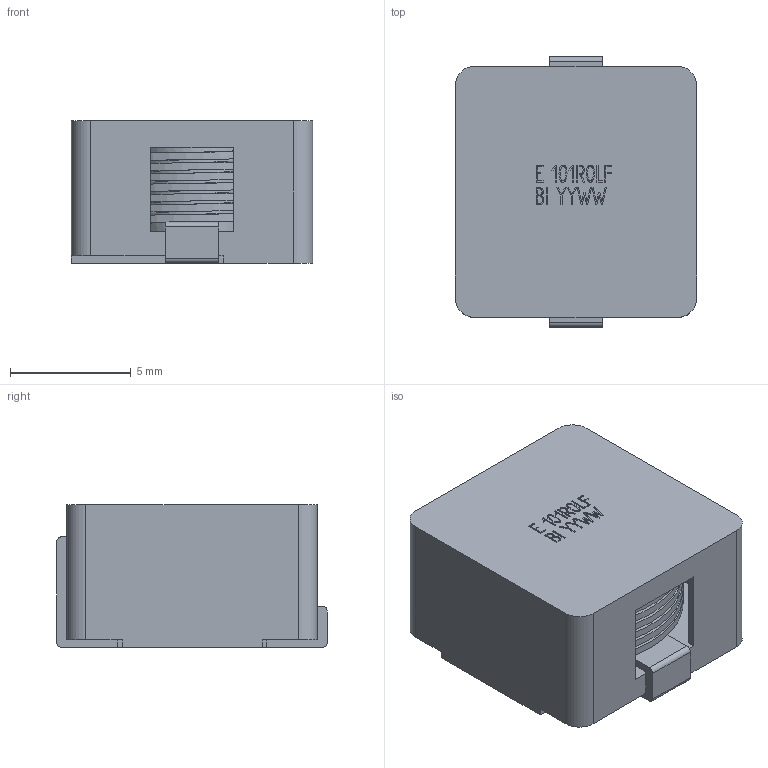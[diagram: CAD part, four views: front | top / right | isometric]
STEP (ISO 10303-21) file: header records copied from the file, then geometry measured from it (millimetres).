
FILE_DESCRIPTION(/* description */ ('Unknown'),/* implementation_level */ '2;1');
FILE_NAME(/* name */ 'HA73E',/* time_stamp */ '2021-10-27T15:35:15+08:00',/* author */ ('Unknown'),/* organization */ ('Unknown'),/* preprocessor_version */ 'ST-DEVELOPER v16.7',/* originating_system */ 'Solid Edge',/* authorisation */ 'Unknown');
FILE_SCHEMA (('AUTOMOTIVE_DESIGN {1 0 10303 214 3 1 1}'));
Length unit declared in the file: millimetre
Products named in the file (1): HA73E
Bounding box: 10 x 11.2 x 5.9 mm (x, y, z)
Volume: 438.5 mm3; surface area: 1458.3 mm2
Topology: 1 solids, 1 shells, 199 faces, 539 edges, 357 vertices
Faces by surface type: plane 164, cylinder 19, bspline 16
Full cylindrical faces by diameter (mm): 4.5 x8
Entity records: 8602 total; most frequent: CARTESIAN_POINT 2710, ORIENTED_EDGE 1026, DIRECTION 753, EDGE_CURVE 513, LINE 353, VECTOR 353, VERTEX_POINT 344, EDGE_LOOP 219
